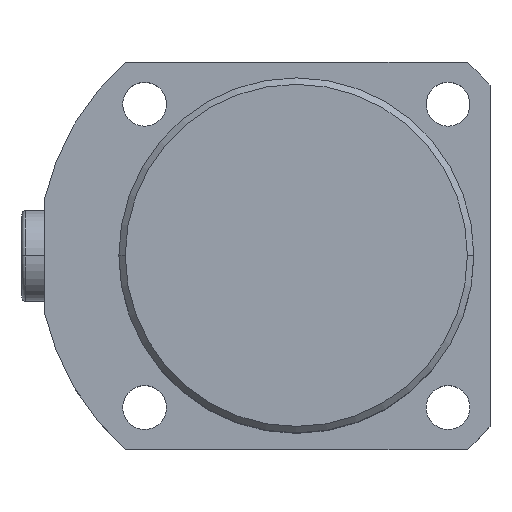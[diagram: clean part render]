
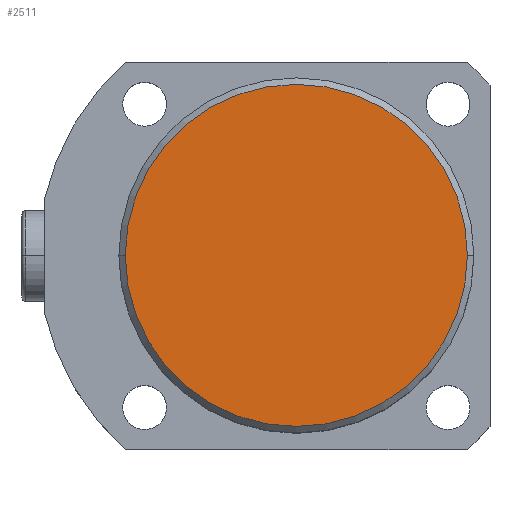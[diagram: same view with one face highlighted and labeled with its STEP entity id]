
A CAD part, top view. The second image highlights one B-rep face of the part: STEP entity #2511.
In plain terms, the highlighted planar face has unit normal (0, 0, 1).
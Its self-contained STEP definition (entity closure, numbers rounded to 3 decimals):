
#49 = DIRECTION ( 'NONE',  ( 1., 0., 0. ) ) ;
#50 = DIRECTION ( 'NONE',  ( 0., 0., 1. ) ) ;
#51 = CARTESIAN_POINT ( 'NONE',  ( 0., 0., 70. ) ) ;
#285 = AXIS2_PLACEMENT_3D ( 'NONE', #1137, #1131, #1130 ) ;
#323 = AXIS2_PLACEMENT_3D ( 'NONE', #1122, #1120, #1068 ) ;
#367 = AXIS2_PLACEMENT_3D ( 'NONE', #51, #50, #49 ) ;
#426 = EDGE_CURVE ( 'NONE', #1614, #1617, #1942, .T. ) ;
#622 = EDGE_CURVE ( 'NONE', #1617, #1614, #2003, .T. ) ;
#1068 = DIRECTION ( 'NONE',  ( 1., 0., 0. ) ) ;
#1120 = DIRECTION ( 'NONE',  ( 0., 0., 1. ) ) ;
#1122 = CARTESIAN_POINT ( 'NONE',  ( 0., 0., 70. ) ) ;
#1130 = DIRECTION ( 'NONE',  ( 1., 0., 0. ) ) ;
#1131 = DIRECTION ( 'NONE',  ( 0., 0., 1. ) ) ;
#1135 = PLANE ( 'NONE',  #285 ) ;
#1137 = CARTESIAN_POINT ( 'NONE',  ( 0., 0., 70. ) ) ;
#1336 = CARTESIAN_POINT ( 'NONE',  ( 26.5, 0., 70. ) ) ;
#1354 = CARTESIAN_POINT ( 'NONE',  ( -26.5, 0., 70. ) ) ;
#1614 = VERTEX_POINT ( 'NONE', #1336 ) ;
#1617 = VERTEX_POINT ( 'NONE', #1354 ) ;
#1778 = EDGE_LOOP ( 'NONE', ( #2284, #2369 ) ) ;
#1942 = CIRCLE ( 'NONE', #367, 26.5 ) ;
#2003 = CIRCLE ( 'NONE', #323, 26.5 ) ;
#2171 = FACE_OUTER_BOUND ( 'NONE', #1778, .T. ) ;
#2284 = ORIENTED_EDGE ( 'NONE', *, *, #622, .T. ) ;
#2369 = ORIENTED_EDGE ( 'NONE', *, *, #426, .T. ) ;
#2511 = ADVANCED_FACE ( 'NONE', ( #2171 ), #1135, .T. ) ;
